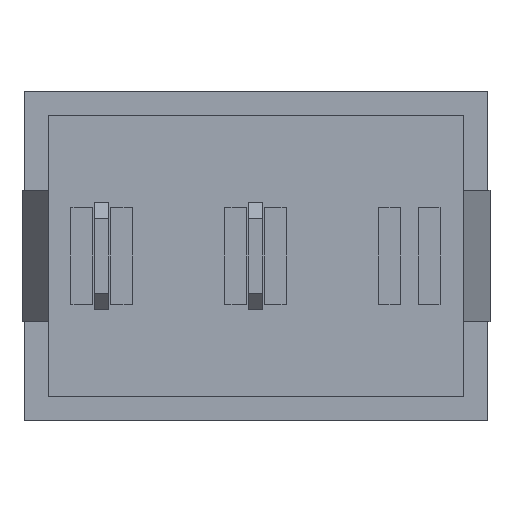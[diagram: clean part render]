
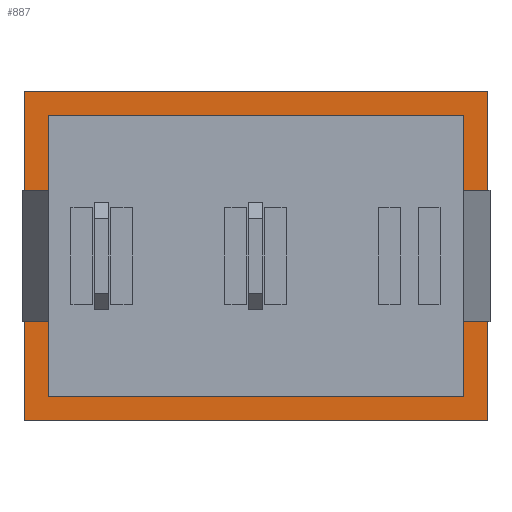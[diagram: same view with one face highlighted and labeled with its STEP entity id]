
A CAD part, front view. The second image highlights one B-rep face of the part: STEP entity #887.
In plain terms, the highlighted planar face has unit normal (0, -1, 0).
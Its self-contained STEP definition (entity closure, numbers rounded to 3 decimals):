
#2 = VERTEX_POINT ( 'NONE', #9084 ) ;
#172 = LINE ( 'NONE', #8436, #2606 ) ;
#238 = CARTESIAN_POINT ( 'NONE',  ( -8.625, 5.65, -6.375 ) ) ;
#374 = CARTESIAN_POINT ( 'NONE',  ( -10.55, 5.65, 7.5 ) ) ;
#502 = PLANE ( 'NONE',  #10092 ) ;
#648 = EDGE_CURVE ( 'NONE', #6162, #2, #172, .T. ) ;
#887 = ADVANCED_FACE ( 'NONE', ( #8650, #15273 ), #502, .T. ) ;
#900 = DIRECTION ( 'NONE',  ( 0., -1., 0. ) ) ;
#1769 = LINE ( 'NONE', #10035, #20371 ) ;
#1975 = ORIENTED_EDGE ( 'NONE', *, *, #2641, .T. ) ;
#2009 = EDGE_CURVE ( 'NONE', #25309, #23212, #24522, .T. ) ;
#2249 = ORIENTED_EDGE ( 'NONE', *, *, #19041, .T. ) ;
#2391 = CARTESIAN_POINT ( 'NONE',  ( 8.625, 5.65, -6.375 ) ) ;
#2606 = VECTOR ( 'NONE', #19007, 1000. ) ;
#2641 = EDGE_CURVE ( 'NONE', #20793, #2, #1769, .T. ) ;
#2667 = ORIENTED_EDGE ( 'NONE', *, *, #648, .F. ) ;
#3199 = DIRECTION ( 'NONE',  ( 1., 0., 0. ) ) ;
#3418 = VERTEX_POINT ( 'NONE', #22159 ) ;
#4422 = ORIENTED_EDGE ( 'NONE', *, *, #14767, .F. ) ;
#5528 = VECTOR ( 'NONE', #22408, 1000. ) ;
#6162 = VERTEX_POINT ( 'NONE', #2391 ) ;
#6395 = ORIENTED_EDGE ( 'NONE', *, *, #12124, .F. ) ;
#6473 = ORIENTED_EDGE ( 'NONE', *, *, #16310, .F. ) ;
#6921 = CARTESIAN_POINT ( 'NONE',  ( -8.625, 5.65, -7.5 ) ) ;
#7370 = DIRECTION ( 'NONE',  ( 0., 0., -1. ) ) ;
#8436 = CARTESIAN_POINT ( 'NONE',  ( 8.625, 5.65, -7.5 ) ) ;
#8650 = FACE_BOUND ( 'NONE', #24196, .T. ) ;
#8767 = DIRECTION ( 'NONE',  ( 0., 0., 1. ) ) ;
#9084 = CARTESIAN_POINT ( 'NONE',  ( 8.625, 5.65, 6.375 ) ) ;
#9614 = VECTOR ( 'NONE', #7370, 1000. ) ;
#9877 = VERTEX_POINT ( 'NONE', #238 ) ;
#9880 = CARTESIAN_POINT ( 'NONE',  ( -10.55, 5.65, -7.5 ) ) ;
#10035 = CARTESIAN_POINT ( 'NONE',  ( -9.425, 5.65, 6.375 ) ) ;
#10046 = VERTEX_POINT ( 'NONE', #15520 ) ;
#10092 = AXIS2_PLACEMENT_3D ( 'NONE', #19481, #900, #17038 ) ;
#10159 = LINE ( 'NONE', #374, #19351 ) ;
#11193 = CARTESIAN_POINT ( 'NONE',  ( -10.55, 5.65, 7.5 ) ) ;
#12124 = EDGE_CURVE ( 'NONE', #3418, #25309, #17686, .T. ) ;
#14767 = EDGE_CURVE ( 'NONE', #23212, #10046, #10159, .T. ) ;
#15116 = EDGE_CURVE ( 'NONE', #6162, #9877, #17951, .T. ) ;
#15273 = FACE_OUTER_BOUND ( 'NONE', #20921, .T. ) ;
#15520 = CARTESIAN_POINT ( 'NONE',  ( -10.55, 5.65, 7.5 ) ) ;
#16297 = CARTESIAN_POINT ( 'NONE',  ( -9.425, 5.65, -6.375 ) ) ;
#16310 = EDGE_CURVE ( 'NONE', #10046, #3418, #19467, .T. ) ;
#17038 = DIRECTION ( 'NONE',  ( 0., 0., -1. ) ) ;
#17579 = CARTESIAN_POINT ( 'NONE',  ( -8.625, 5.65, 6.375 ) ) ;
#17686 = LINE ( 'NONE', #25962, #9614 ) ;
#17951 = LINE ( 'NONE', #16297, #5528 ) ;
#18322 = DIRECTION ( 'NONE',  ( 1., 0., 0. ) ) ;
#19007 = DIRECTION ( 'NONE',  ( 0., 0., 1. ) ) ;
#19041 = EDGE_CURVE ( 'NONE', #9877, #20793, #19264, .T. ) ;
#19264 = LINE ( 'NONE', #6921, #23298 ) ;
#19351 = VECTOR ( 'NONE', #8767, 1000. ) ;
#19467 = LINE ( 'NONE', #11193, #25380 ) ;
#19481 = CARTESIAN_POINT ( 'NONE',  ( 0., 5.65, 0. ) ) ;
#19658 = DIRECTION ( 'NONE',  ( 0., 0., 1. ) ) ;
#20371 = VECTOR ( 'NONE', #18322, 1000. ) ;
#20687 = CARTESIAN_POINT ( 'NONE',  ( 10.55, 5.65, -7.5 ) ) ;
#20793 = VERTEX_POINT ( 'NONE', #17579 ) ;
#20921 = EDGE_LOOP ( 'NONE', ( #4422, #25936, #6395, #6473 ) ) ;
#22109 = CARTESIAN_POINT ( 'NONE',  ( -10.55, 5.65, -7.5 ) ) ;
#22159 = CARTESIAN_POINT ( 'NONE',  ( 10.55, 5.65, 7.5 ) ) ;
#22408 = DIRECTION ( 'NONE',  ( -1., 0., 0. ) ) ;
#22779 = ORIENTED_EDGE ( 'NONE', *, *, #15116, .T. ) ;
#23212 = VERTEX_POINT ( 'NONE', #22109 ) ;
#23298 = VECTOR ( 'NONE', #19658, 1000. ) ;
#23550 = VECTOR ( 'NONE', #26586, 1000. ) ;
#24196 = EDGE_LOOP ( 'NONE', ( #22779, #2249, #1975, #2667 ) ) ;
#24522 = LINE ( 'NONE', #9880, #23550 ) ;
#25309 = VERTEX_POINT ( 'NONE', #20687 ) ;
#25380 = VECTOR ( 'NONE', #3199, 1000. ) ;
#25936 = ORIENTED_EDGE ( 'NONE', *, *, #2009, .F. ) ;
#25962 = CARTESIAN_POINT ( 'NONE',  ( 10.55, 5.65, 7.5 ) ) ;
#26586 = DIRECTION ( 'NONE',  ( -1., 0., 0. ) ) ;
